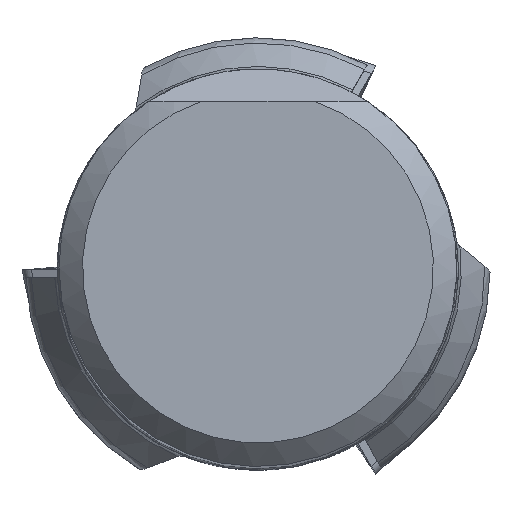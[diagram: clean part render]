
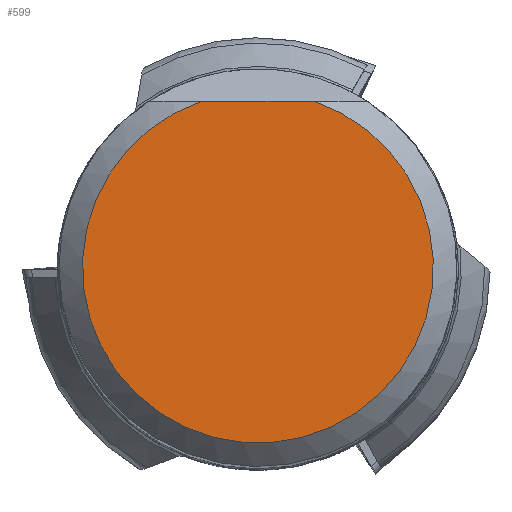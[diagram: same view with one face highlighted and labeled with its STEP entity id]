
A CAD part, top view. The second image highlights one B-rep face of the part: STEP entity #599.
In plain terms, the highlighted planar face has unit normal (0, 0, 1).
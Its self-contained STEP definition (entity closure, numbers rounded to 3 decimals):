
#395=FACE_OUTER_BOUND('',#1133,.T.);
#599=ADVANCED_FACE('',(#395),#803,.F.);
#803=PLANE('',#4351);
#932=CIRCLE('',#4350,11.197);
#1133=EDGE_LOOP('',(#2003,#2004));
#1400=LINE('',#6703,#1561);
#1561=VECTOR('',#4911,1.);
#2003=ORIENTED_EDGE('',*,*,#3498,.F.);
#2004=ORIENTED_EDGE('',*,*,#3499,.T.);
#3053=VERTEX_POINT('',#6701);
#3054=VERTEX_POINT('',#6702);
#3498=EDGE_CURVE('',#3053,#3054,#932,.T.);
#3499=EDGE_CURVE('',#3053,#3054,#1400,.T.);
#4350=AXIS2_PLACEMENT_3D('',#6700,#4909,#4910);
#4351=AXIS2_PLACEMENT_3D('',#6704,#4912,#4913);
#4909=DIRECTION('',(0.,0.,-1.));
#4910=DIRECTION('',(-1.,0.,0.));
#4911=DIRECTION('',(-1.,0.,0.));
#4912=DIRECTION('',(0.,0.,-1.));
#4913=DIRECTION('',(-1.,0.,0.));
#6700=CARTESIAN_POINT('',(0.,0.,0.));
#6701=CARTESIAN_POINT('',(3.597,10.603,0.));
#6702=CARTESIAN_POINT('',(-3.597,10.603,0.));
#6703=CARTESIAN_POINT('',(0.,10.603,0.));
#6704=CARTESIAN_POINT('',(0.,0.,0.));
